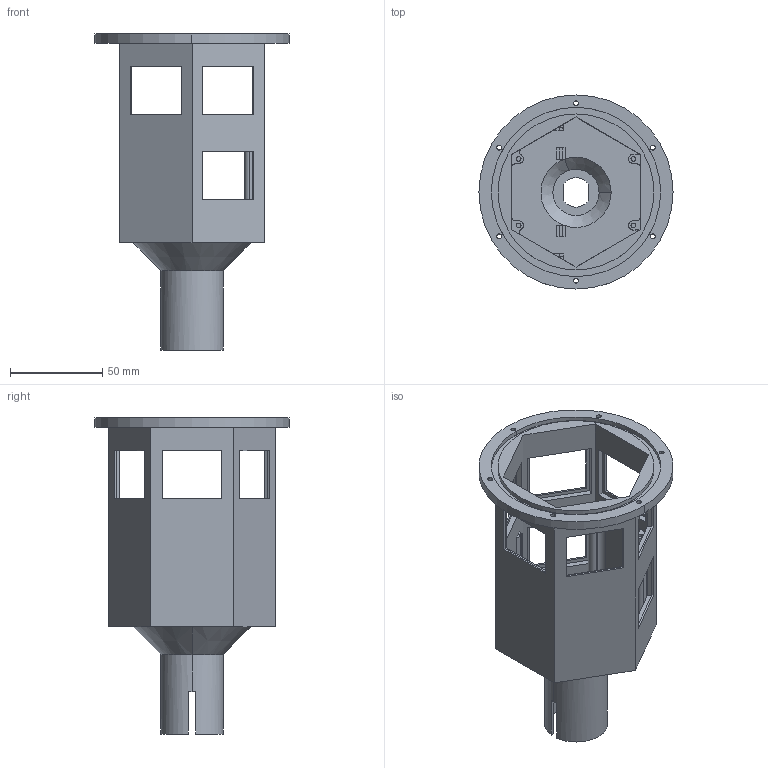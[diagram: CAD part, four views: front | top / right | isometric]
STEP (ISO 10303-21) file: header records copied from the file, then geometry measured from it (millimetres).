
FILE_DESCRIPTION((''),'2;1');
FILE_NAME('GEHAUSE_03','2025-04-02T12:57:59',('miche'),(''),'CREO PARAMETRIC BY PTC INC, 2024063','CREO PARAMETRIC BY PTC INC, 2024063','');
FILE_SCHEMA(('CONFIG_CONTROL_DESIGN'));
Length unit declared in the file: millimetre
Products named in the file (1): GEHAUSE_03
Bounding box: 105 x 105 x 171 mm (x, y, z)
Volume: 147799.1 mm3; surface area: 79215.1 mm2
Topology: 1 solids, 1 shells, 218 faces, 573 edges, 381 vertices
Faces by surface type: plane 154, cylinder 60, cone 4
Entity records: 6814 total; most frequent: CARTESIAN_POINT 1191, ORIENTED_EDGE 1146, DIRECTION 1138, EDGE_CURVE 573, VECTOR 434, LINE 434, VERTEX_POINT 381, AXIS2_PLACEMENT_3D 352
